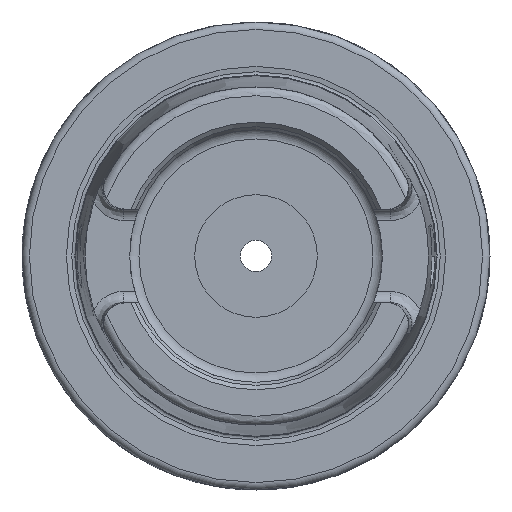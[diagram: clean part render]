
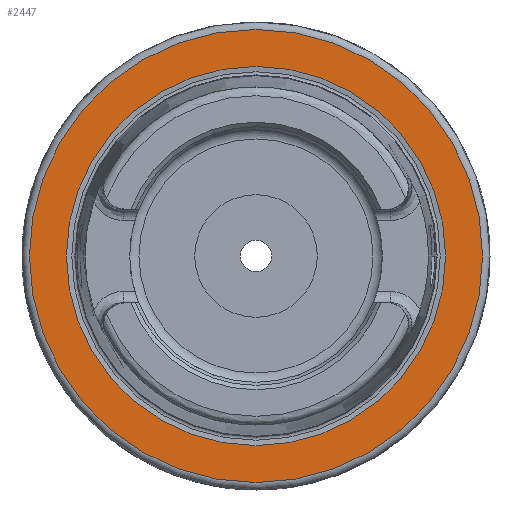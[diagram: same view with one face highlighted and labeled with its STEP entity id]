
A CAD part, left-side view. The second image highlights one B-rep face of the part: STEP entity #2447.
In plain terms, the highlighted planar face has unit normal (-1, 0, 0).
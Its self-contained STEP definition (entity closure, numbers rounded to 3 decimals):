
#122=PLANE('',#2731);
#249=FACE_OUTER_BOUND('',#577,.T.);
#397=CIRCLE('',#2729,25.521);
#398=CIRCLE('',#2730,25.521);
#399=CIRCLE('',#2732,30.5);
#400=CIRCLE('',#2733,30.5);
#439=FACE_BOUND('',#578,.T.);
#577=EDGE_LOOP('',(#2289,#2290));
#578=EDGE_LOOP('',(#2291,#2292));
#1147=VERTEX_POINT('',#5851);
#1148=VERTEX_POINT('',#5853);
#1149=VERTEX_POINT('',#5857);
#1150=VERTEX_POINT('',#5858);
#1529=EDGE_CURVE('',#1148,#1147,#397,.T.);
#1530=EDGE_CURVE('',#1147,#1148,#398,.T.);
#1531=EDGE_CURVE('',#1149,#1150,#399,.T.);
#1532=EDGE_CURVE('',#1150,#1149,#400,.T.);
#2289=ORIENTED_EDGE('',*,*,#1531,.F.);
#2290=ORIENTED_EDGE('',*,*,#1532,.F.);
#2291=ORIENTED_EDGE('',*,*,#1529,.T.);
#2292=ORIENTED_EDGE('',*,*,#1530,.T.);
#2447=ADVANCED_FACE('',(#249,#439),#122,.T.);
#2729=AXIS2_PLACEMENT_3D('',#5854,#3361,#3362);
#2730=AXIS2_PLACEMENT_3D('',#5855,#3363,#3364);
#2731=AXIS2_PLACEMENT_3D('',#5856,#3365,#3366);
#2732=AXIS2_PLACEMENT_3D('',#5859,#3367,#3368);
#2733=AXIS2_PLACEMENT_3D('',#5860,#3369,#3370);
#3361=DIRECTION('center_axis',(1.,0.,0.));
#3362=DIRECTION('ref_axis',(0.,0.,-1.));
#3363=DIRECTION('center_axis',(1.,0.,0.));
#3364=DIRECTION('ref_axis',(0.,0.,-1.));
#3365=DIRECTION('center_axis',(-1.,0.,0.));
#3366=DIRECTION('ref_axis',(0.,0.,1.));
#3367=DIRECTION('center_axis',(1.,0.,0.));
#3368=DIRECTION('ref_axis',(0.,0.,-1.));
#3369=DIRECTION('center_axis',(1.,0.,0.));
#3370=DIRECTION('ref_axis',(0.,0.,-1.));
#5851=CARTESIAN_POINT('',(0.,-25.521,0.));
#5853=CARTESIAN_POINT('',(0.,25.521,0.));
#5854=CARTESIAN_POINT('Origin',(0.,0.,
0.));
#5855=CARTESIAN_POINT('Origin',(0.,0.,
0.));
#5856=CARTESIAN_POINT('Origin',(0.,30.5,0.));
#5857=CARTESIAN_POINT('',(0.,30.5,0.));
#5858=CARTESIAN_POINT('',(0.,0.,30.5));
#5859=CARTESIAN_POINT('Origin',(0.,0.,
0.));
#5860=CARTESIAN_POINT('Origin',(0.,0.,
0.));
